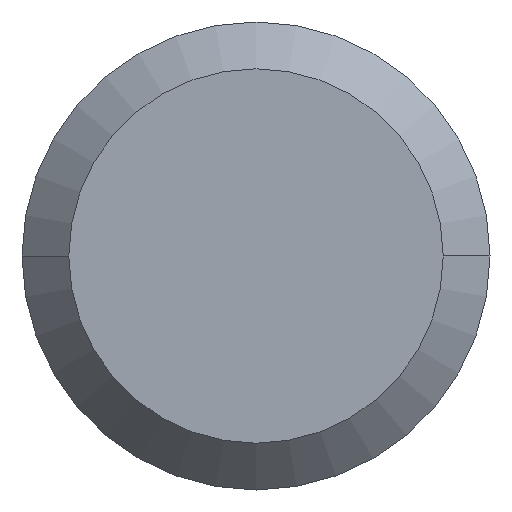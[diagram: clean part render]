
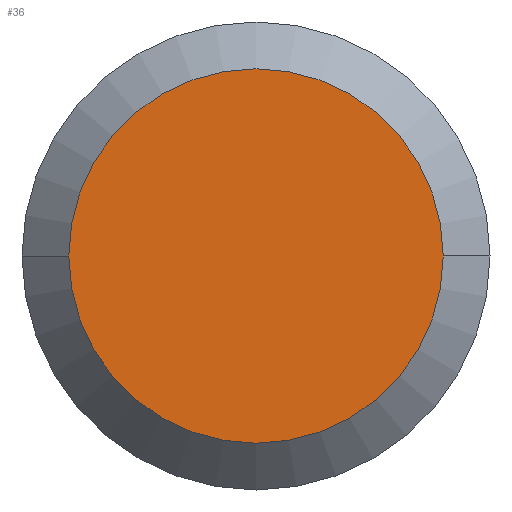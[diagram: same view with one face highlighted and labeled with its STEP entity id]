
A CAD part, left-side view. The second image highlights one B-rep face of the part: STEP entity #36.
In plain terms, the highlighted planar face has unit normal (-1, 0, 0).
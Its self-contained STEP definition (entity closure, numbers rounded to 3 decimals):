
#1 = DIRECTION ( 'NONE',  ( -1., 0., 0. ) ) ;
#20 = DIRECTION ( 'NONE',  ( 0., -1., 0. ) ) ;
#36 = ADVANCED_FACE ( 'NONE', ( #239 ), #244, .T. ) ;
#95 = CIRCLE ( 'NONE', #253, 2.4 ) ;
#110 = ORIENTED_EDGE ( 'NONE', *, *, #370, .F. ) ;
#129 = VERTEX_POINT ( 'NONE', #145 ) ;
#145 = CARTESIAN_POINT ( 'NONE',  ( -55., -2.4, 0. ) ) ;
#148 = DIRECTION ( 'NONE',  ( 1., 0., 0. ) ) ;
#152 = CIRCLE ( 'NONE', #394, 2.4 ) ;
#154 = EDGE_CURVE ( 'NONE', #231, #129, #152, .T. ) ;
#160 = CARTESIAN_POINT ( 'NONE',  ( -55., 2.4, 0. ) ) ;
#172 = AXIS2_PLACEMENT_3D ( 'NONE', #180, #1, #20 ) ;
#180 = CARTESIAN_POINT ( 'NONE',  ( -55., 0., 0. ) ) ;
#231 = VERTEX_POINT ( 'NONE', #160 ) ;
#234 = DIRECTION ( 'NONE',  ( 1., 0., 0. ) ) ;
#235 = EDGE_LOOP ( 'NONE', ( #399, #110 ) ) ;
#239 = FACE_OUTER_BOUND ( 'NONE', #235, .T. ) ;
#244 = PLANE ( 'NONE',  #172 ) ;
#253 = AXIS2_PLACEMENT_3D ( 'NONE', #396, #234, #305 ) ;
#284 = DIRECTION ( 'NONE',  ( 0., 1., 0. ) ) ;
#305 = DIRECTION ( 'NONE',  ( 0., 1., 0. ) ) ;
#370 = EDGE_CURVE ( 'NONE', #129, #231, #95, .T. ) ;
#394 = AXIS2_PLACEMENT_3D ( 'NONE', #407, #148, #284 ) ;
#396 = CARTESIAN_POINT ( 'NONE',  ( -55., 0., 0. ) ) ;
#399 = ORIENTED_EDGE ( 'NONE', *, *, #154, .F. ) ;
#407 = CARTESIAN_POINT ( 'NONE',  ( -55., 0., 0. ) ) ;
